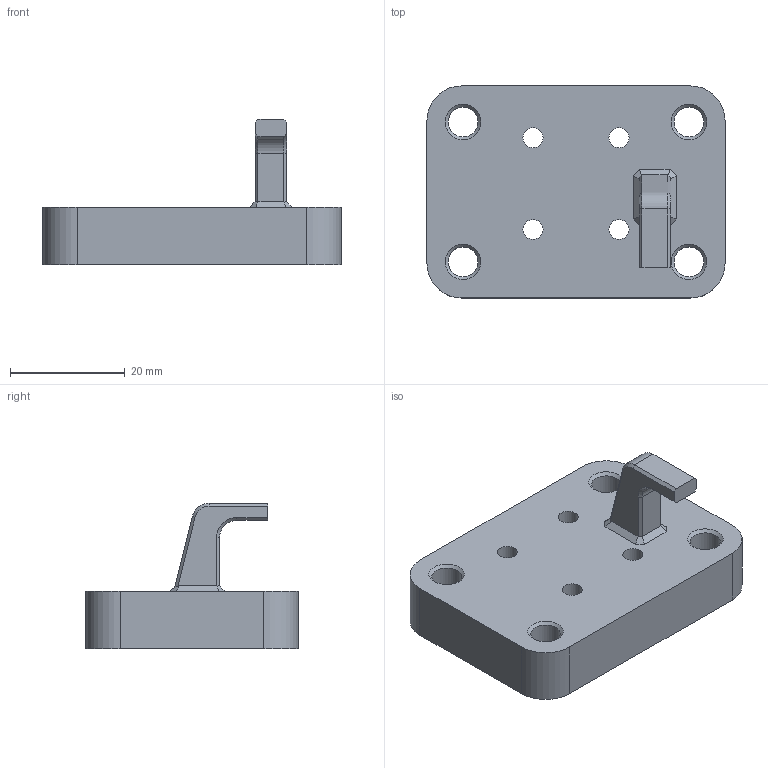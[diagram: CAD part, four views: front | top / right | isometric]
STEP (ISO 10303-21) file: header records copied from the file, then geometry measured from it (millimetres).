
FILE_DESCRIPTION(/* description */ ('STEP AP242','CAx-IF Rec.Pracs.---Representation and Presentation of Product Manufacturing Information (PMI)---4.0---2014-10-13','CAx-IF Rec.Pracs.---3D Tessellated Geometry---0.4---2014-09-14','2;1'),/* implementation_level */ '2;1');
FILE_NAME(/* name */ '657f799371f4d123be972df3',/* time_stamp */ '2023-12-17T22:43:32Z',/* author */ (''),/* organization */ (''),/* preprocessor_version */ 'ST-DEVELOPER v19.4',/* originating_system */ ' ',/* authorisation */ ' ');
FILE_SCHEMA (('AP242_MANAGED_MODEL_BASED_3D_ENGINEERING_MIM_LF { 1 0 10303 442 1 1 4 }'));
Length unit declared in the file: metre
Products named in the file (1): Carrage
Bounding box: 52 x 37 x 25.4 mm (x, y, z)
Volume: 18048.2 mm3; surface area: 6848.9 mm2
Topology: 1 solids, 1 shells, 59 faces, 140 edges, 88 vertices
Faces by surface type: plane 33, cylinder 18, cone 8
Full cylindrical faces by diameter (mm): 3.5 x4, 5.2 x4, 6 x4
Entity records: 1664 total; most frequent: DIRECTION 288, CARTESIAN_POINT 272, ORIENTED_EDGE 248, EDGE_CURVE 124, AXIS2_PLACEMENT_3D 104, EDGE_LOOP 96, FACE_BOUND 96, VERTEX_POINT 88
